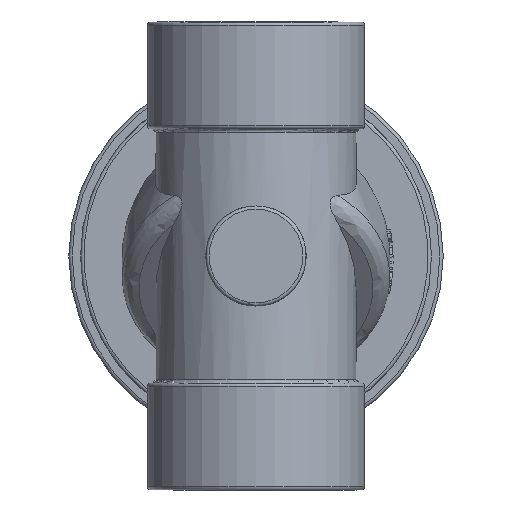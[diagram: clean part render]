
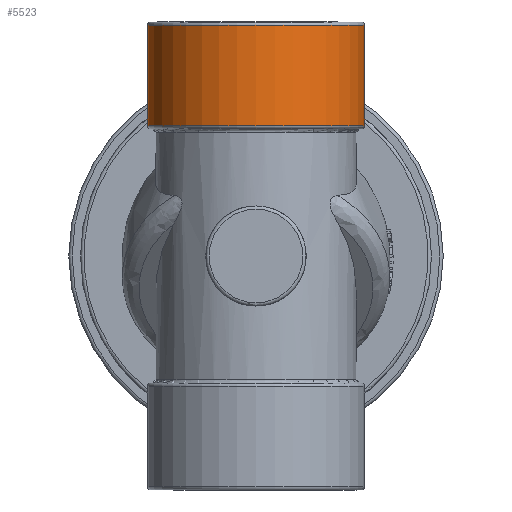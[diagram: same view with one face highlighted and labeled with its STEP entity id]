
A CAD part, front view. The second image highlights one B-rep face of the part: STEP entity #5523.
In plain terms, the highlighted cylindrical face has radius 32.5 mm (diameter 65 mm), a full revolution.
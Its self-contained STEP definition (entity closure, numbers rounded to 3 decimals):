
#210=CYLINDRICAL_SURFACE('',#5999,32.5);
#311=CIRCLE('',#5995,32.5);
#313=CIRCLE('',#6000,32.5);
#314=CIRCLE('',#6001,32.5);
#315=CIRCLE('',#6002,32.5);
#1014=LINE('',#9710,#1323);
#1017=LINE('',#9726,#1326);
#1018=LINE('',#9728,#1327);
#1019=LINE('',#9732,#1328);
#1020=LINE('',#9777,#1329);
#1323=VECTOR('',#6680,10.);
#1326=VECTOR('',#6687,32.5);
#1327=VECTOR('',#6688,10.);
#1328=VECTOR('',#6691,10.);
#1329=VECTOR('',#6692,10.);
#1685=FACE_OUTER_BOUND('',#2030,.T.);
#2030=EDGE_LOOP('',(#4232,#4233,#4234,#4235,#4236,#4237,#4238,#4239,#4240,
#4241,#4242,#4243,#4244));
#2455=B_SPLINE_CURVE_WITH_KNOTS('',3,(#9734,#9735,#9736,#9737,#9738,#9739,
#9740,#9741,#9742,#9743,#9744,#9745),.UNSPECIFIED.,.F.,.F.,(4,2,2,2,2,4),
(0.788,0.799,0.845,0.911,
0.978,1.045),.UNSPECIFIED.);
#2456=B_SPLINE_CURVE_WITH_KNOTS('',3,(#9747,#9748,#9749,#9750,#9751,#9752,
#9753,#9754,#9755,#9756,#9757,#9758,#9759,#9760,#9761,#9762,#9763,#9764),
 .UNSPECIFIED.,.F.,.F.,(4,2,2,2,2,2,2,2,4),(2.934,3.173,
3.803,4.434,5.065,5.695,6.326,
6.957,7.195),.UNSPECIFIED.);
#2457=B_SPLINE_CURVE_WITH_KNOTS('',3,(#9766,#9767,#9768,#9769,#9770,#9771,
#9772,#9773,#9774,#9775),.UNSPECIFIED.,.F.,.F.,(4,2,2,2,4),(0.,0.105,
0.187,0.243,0.256),.UNSPECIFIED.);
#2635=VERTEX_POINT('',#9688);
#2639=VERTEX_POINT('',#9697);
#2643=VERTEX_POINT('',#9709);
#2646=VERTEX_POINT('',#9724);
#2647=VERTEX_POINT('',#9727);
#2648=VERTEX_POINT('',#9729);
#2649=VERTEX_POINT('',#9731);
#2650=VERTEX_POINT('',#9733);
#2651=VERTEX_POINT('',#9746);
#2652=VERTEX_POINT('',#9765);
#2653=VERTEX_POINT('',#9776);
#3222=EDGE_CURVE('',#2635,#2639,#311,.T.);
#3226=EDGE_CURVE('',#2643,#2639,#1014,.T.);
#3230=EDGE_CURVE('',#2646,#2646,#313,.T.);
#3231=EDGE_CURVE('',#2646,#2643,#1017,.T.);
#3232=EDGE_CURVE('',#2635,#2647,#1018,.T.);
#3233=EDGE_CURVE('',#2647,#2648,#314,.T.);
#3234=EDGE_CURVE('',#2648,#2649,#1019,.T.);
#3235=EDGE_CURVE('',#2650,#2649,#2455,.F.);
#3236=EDGE_CURVE('',#2650,#2651,#2456,.T.);
#3237=EDGE_CURVE('',#2652,#2651,#2457,.F.);
#3238=EDGE_CURVE('',#2652,#2653,#1020,.T.);
#3239=EDGE_CURVE('',#2653,#2643,#315,.T.);
#4232=ORIENTED_EDGE('',*,*,#3230,.F.);
#4233=ORIENTED_EDGE('',*,*,#3231,.T.);
#4234=ORIENTED_EDGE('',*,*,#3226,.T.);
#4235=ORIENTED_EDGE('',*,*,#3222,.F.);
#4236=ORIENTED_EDGE('',*,*,#3232,.T.);
#4237=ORIENTED_EDGE('',*,*,#3233,.T.);
#4238=ORIENTED_EDGE('',*,*,#3234,.T.);
#4239=ORIENTED_EDGE('',*,*,#3235,.F.);
#4240=ORIENTED_EDGE('',*,*,#3236,.T.);
#4241=ORIENTED_EDGE('',*,*,#3237,.F.);
#4242=ORIENTED_EDGE('',*,*,#3238,.T.);
#4243=ORIENTED_EDGE('',*,*,#3239,.T.);
#4244=ORIENTED_EDGE('',*,*,#3231,.F.);
#5523=ADVANCED_FACE('',(#1685),#210,.T.);
#5995=AXIS2_PLACEMENT_3D('',#9701,#6670,#6671);
#5999=AXIS2_PLACEMENT_3D('',#9723,#6683,#6684);
#6000=AXIS2_PLACEMENT_3D('',#9725,#6685,#6686);
#6001=AXIS2_PLACEMENT_3D('',#9730,#6689,#6690);
#6002=AXIS2_PLACEMENT_3D('',#9778,#6693,#6694);
#6670=DIRECTION('center_axis',(0.,0.,-1.));
#6671=DIRECTION('ref_axis',(0.,-1.,0.));
#6680=DIRECTION('',(0.,0.,-1.));
#6683=DIRECTION('center_axis',(0.,0.,1.));
#6684=DIRECTION('ref_axis',(1.,0.,0.));
#6685=DIRECTION('center_axis',(0.,0.,1.));
#6686=DIRECTION('ref_axis',(-1.,0.,0.));
#6687=DIRECTION('',(0.,0.,-1.));
#6688=DIRECTION('',(0.,0.,1.));
#6689=DIRECTION('center_axis',(0.,0.,1.));
#6690=DIRECTION('ref_axis',(1.,0.,0.));
#6691=DIRECTION('',(0.,0.,1.));
#6692=DIRECTION('',(0.,0.,-1.));
#6693=DIRECTION('center_axis',(0.,0.,1.));
#6694=DIRECTION('ref_axis',(1.,0.,0.));
#9688=CARTESIAN_POINT('',(32.5,0.,109.));
#9697=CARTESIAN_POINT('',(-32.5,0.,109.));
#9701=CARTESIAN_POINT('Origin',(0.,0.,109.));
#9709=CARTESIAN_POINT('',(-32.5,0.,111.));
#9710=CARTESIAN_POINT('',(-32.5,0.,108.));
#9723=CARTESIAN_POINT('Origin',(0.,0.,108.));
#9724=CARTESIAN_POINT('',(-32.5,0.,139.));
#9725=CARTESIAN_POINT('Origin',(0.,0.,139.));
#9726=CARTESIAN_POINT('',(-32.5,0.,108.));
#9727=CARTESIAN_POINT('',(32.5,0.,111.));
#9728=CARTESIAN_POINT('',(32.5,0.,108.));
#9729=CARTESIAN_POINT('',(21.354,24.5,111.));
#9730=CARTESIAN_POINT('Origin',(0.,0.,111.));
#9731=CARTESIAN_POINT('',(21.354,24.5,116.864));
#9732=CARTESIAN_POINT('',(21.354,24.5,108.));
#9733=CARTESIAN_POINT('',(20.149,25.5,118.479));
#9734=CARTESIAN_POINT('Ctrl Pts',(21.354,24.5,116.864));
#9735=CARTESIAN_POINT('Ctrl Pts',(21.354,24.5,116.891));
#9736=CARTESIAN_POINT('Ctrl Pts',(21.353,24.501,116.917));
#9737=CARTESIAN_POINT('Ctrl Pts',(21.342,24.51,117.065));
#9738=CARTESIAN_POINT('Ctrl Pts',(21.315,24.534,117.185));
#9739=CARTESIAN_POINT('Ctrl Pts',(21.22,24.617,117.46));
#9740=CARTESIAN_POINT('Ctrl Pts',(21.134,24.69,117.624));
#9741=CARTESIAN_POINT('Ctrl Pts',(20.908,24.883,117.938));
#9742=CARTESIAN_POINT('Ctrl Pts',(20.774,24.995,118.077));
#9743=CARTESIAN_POINT('Ctrl Pts',(20.48,25.236,118.312));
#9744=CARTESIAN_POINT('Ctrl Pts',(20.318,25.367,118.409));
#9745=CARTESIAN_POINT('Ctrl Pts',(20.149,25.5,118.479));
#9746=CARTESIAN_POINT('',(-20.149,25.5,118.479));
#9747=CARTESIAN_POINT('Ctrl Pts',(20.149,25.5,118.479));
#9748=CARTESIAN_POINT('Ctrl Pts',(19.536,25.985,118.735));
#9749=CARTESIAN_POINT('Ctrl Pts',(18.898,26.453,118.986));
#9750=CARTESIAN_POINT('Ctrl Pts',(16.494,28.083,119.876));
#9751=CARTESIAN_POINT('Ctrl Pts',(14.597,29.118,120.472));
#9752=CARTESIAN_POINT('Ctrl Pts',(10.608,30.796,121.458));
#9753=CARTESIAN_POINT('Ctrl Pts',(8.511,31.441,121.85));
#9754=CARTESIAN_POINT('Ctrl Pts',(4.258,32.293,122.371));
#9755=CARTESIAN_POINT('Ctrl Pts',(2.102,32.5,122.5));
#9756=CARTESIAN_POINT('Ctrl Pts',(-2.102,32.5,122.5));
#9757=CARTESIAN_POINT('Ctrl Pts',(-4.258,32.293,122.371));
#9758=CARTESIAN_POINT('Ctrl Pts',(-8.511,31.441,121.85));
#9759=CARTESIAN_POINT('Ctrl Pts',(-10.608,30.796,121.458));
#9760=CARTESIAN_POINT('Ctrl Pts',(-14.597,29.118,120.472));
#9761=CARTESIAN_POINT('Ctrl Pts',(-16.494,28.083,119.876));
#9762=CARTESIAN_POINT('Ctrl Pts',(-18.898,26.453,118.986));
#9763=CARTESIAN_POINT('Ctrl Pts',(-19.536,25.985,118.735));
#9764=CARTESIAN_POINT('Ctrl Pts',(-20.149,25.5,118.479));
#9765=CARTESIAN_POINT('',(-21.354,24.5,116.864));
#9766=CARTESIAN_POINT('Ctrl Pts',(-20.149,25.5,118.479));
#9767=CARTESIAN_POINT('Ctrl Pts',(-20.411,25.294,118.371));
#9768=CARTESIAN_POINT('Ctrl Pts',(-20.663,25.087,118.194));
#9769=CARTESIAN_POINT('Ctrl Pts',(-21.034,24.776,117.786));
#9770=CARTESIAN_POINT('Ctrl Pts',(-21.162,24.666,117.584));
#9771=CARTESIAN_POINT('Ctrl Pts',(-21.303,24.545,117.236));
#9772=CARTESIAN_POINT('Ctrl Pts',(-21.338,24.514,117.094));
#9773=CARTESIAN_POINT('Ctrl Pts',(-21.353,24.501,116.928));
#9774=CARTESIAN_POINT('Ctrl Pts',(-21.354,24.5,116.896));
#9775=CARTESIAN_POINT('Ctrl Pts',(-21.354,24.5,116.864));
#9776=CARTESIAN_POINT('',(-21.354,24.5,111.));
#9777=CARTESIAN_POINT('',(-21.354,24.5,108.));
#9778=CARTESIAN_POINT('Origin',(0.,0.,111.));
